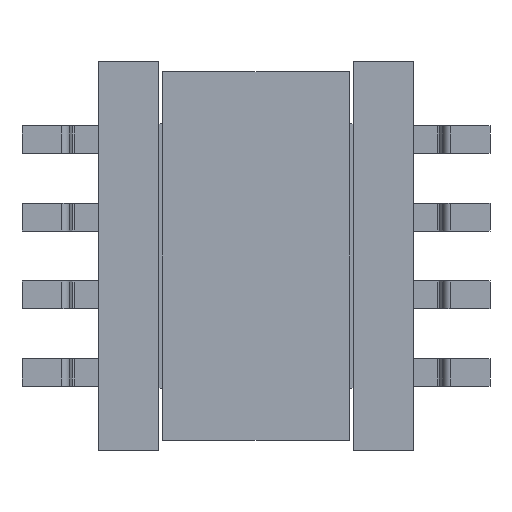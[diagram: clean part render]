
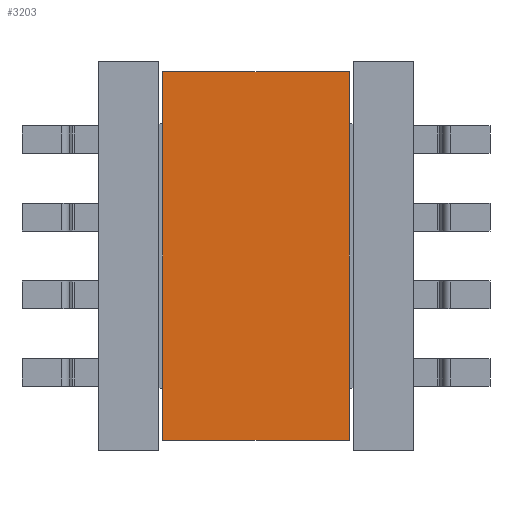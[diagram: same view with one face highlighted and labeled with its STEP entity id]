
A CAD part, front view. The second image highlights one B-rep face of the part: STEP entity #3203.
In plain terms, the highlighted planar face has unit normal (0, -1, 0).
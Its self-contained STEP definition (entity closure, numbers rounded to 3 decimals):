
#40 = VECTOR ( 'NONE', #3244, 1000. ) ;
#483 = DIRECTION ( 'NONE',  ( 0., -1., 0. ) ) ;
#514 = CARTESIAN_POINT ( 'NONE',  ( 2.399, 0.15, -4.754 ) ) ;
#733 = CARTESIAN_POINT ( 'NONE',  ( 2.401, 0.15, 4.754 ) ) ;
#868 = ORIENTED_EDGE ( 'NONE', *, *, #1604, .F. ) ;
#960 = DIRECTION ( 'NONE',  ( 0., 0., -1. ) ) ;
#1604 = EDGE_CURVE ( 'NONE', #2684, #4540, #5357, .T. ) ;
#2201 = CARTESIAN_POINT ( 'NONE',  ( -2.401, 0.15, 4.754 ) ) ;
#2355 = DIRECTION ( 'NONE',  ( 0., 0., -1. ) ) ;
#2369 = EDGE_CURVE ( 'NONE', #5237, #5227, #5156, .T. ) ;
#2684 = VERTEX_POINT ( 'NONE', #733 ) ;
#2686 = CARTESIAN_POINT ( 'NONE',  ( 2.401, 0.15, -4.754 ) ) ;
#2827 = CARTESIAN_POINT ( 'NONE',  ( 2.399, 0.15, 4.746 ) ) ;
#2879 = VECTOR ( 'NONE', #4747, 1000. ) ;
#3101 = EDGE_CURVE ( 'NONE', #5237, #2684, #5955, .T. ) ;
#3128 = EDGE_LOOP ( 'NONE', ( #3883, #868, #5387, #3587 ) ) ;
#3203 = ADVANCED_FACE ( 'NONE', ( #4316 ), #4328, .T. ) ;
#3244 = DIRECTION ( 'NONE',  ( 0., 0., -1. ) ) ;
#3278 = CARTESIAN_POINT ( 'NONE',  ( 2.399, 0.15, 4.754 ) ) ;
#3587 = ORIENTED_EDGE ( 'NONE', *, *, #2369, .T. ) ;
#3732 = DIRECTION ( 'NONE',  ( 1., 0., 0. ) ) ;
#3763 = LINE ( 'NONE', #514, #4771 ) ;
#3883 = ORIENTED_EDGE ( 'NONE', *, *, #4833, .T. ) ;
#4316 = FACE_OUTER_BOUND ( 'NONE', #3128, .T. ) ;
#4328 = PLANE ( 'NONE',  #4334 ) ;
#4334 = AXIS2_PLACEMENT_3D ( 'NONE', #2827, #483, #2355 ) ;
#4355 = VECTOR ( 'NONE', #960, 1000. ) ;
#4398 = CARTESIAN_POINT ( 'NONE',  ( -2.401, 0.15, -4.754 ) ) ;
#4540 = VERTEX_POINT ( 'NONE', #2686 ) ;
#4747 = DIRECTION ( 'NONE',  ( 1., 0., 0. ) ) ;
#4771 = VECTOR ( 'NONE', #3732, 1000. ) ;
#4833 = EDGE_CURVE ( 'NONE', #5227, #4540, #3763, .T. ) ;
#5067 = CARTESIAN_POINT ( 'NONE',  ( 2.401, 0.15, 4.746 ) ) ;
#5156 = LINE ( 'NONE', #5511, #40 ) ;
#5227 = VERTEX_POINT ( 'NONE', #4398 ) ;
#5237 = VERTEX_POINT ( 'NONE', #2201 ) ;
#5357 = LINE ( 'NONE', #5067, #4355 ) ;
#5387 = ORIENTED_EDGE ( 'NONE', *, *, #3101, .F. ) ;
#5511 = CARTESIAN_POINT ( 'NONE',  ( -2.401, 0.15, 4.746 ) ) ;
#5955 = LINE ( 'NONE', #3278, #2879 ) ;
